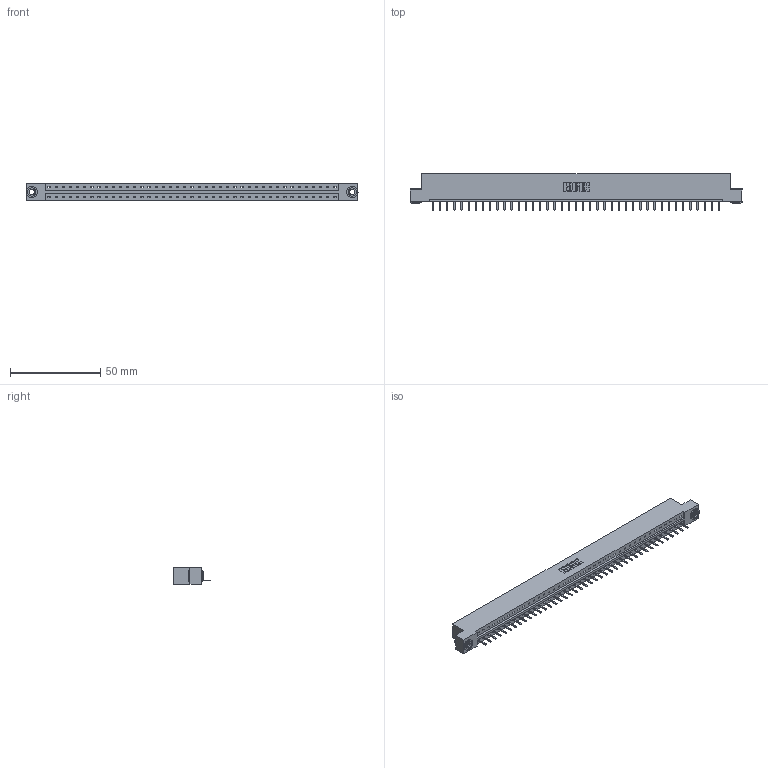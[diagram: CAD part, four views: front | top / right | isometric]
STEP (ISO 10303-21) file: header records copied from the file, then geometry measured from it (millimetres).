
FILE_DESCRIPTION (( 'STEP AP203' ), '1' );
FILE_NAME ('333-041-520-103.STEP', '2018-08-03T15:07:16', ( '' ), ( '' ), 'SwSTEP 2.0', 'SolidWorks 2016', '' );
FILE_SCHEMA (( 'CONFIG_CONTROL_DESIGN' ));
Length unit declared in the file: inch
Products named in the file (4): 333-041-520-103; 333 Part_Flush - .156 Dia - TH; 345-292-001_345-293-120; 345-250-002_345-250-002-102
Assembly tree (44 placements, depth 2):
  333-041-520-103
    333 Part_Flush - .156 Dia - TH
    345-292-001_345-293-120  x41
    345-250-002_345-250-002-102  x2
Bounding box: 184 x 20.02 x 9.4 mm (x, y, z)
Volume: 18408.2 mm3; surface area: 19724.7 mm2
Topology: 44 solids, 44 shells, 2694 faces, 7931 edges, 5174 vertices
Faces by surface type: plane 1884, cylinder 802, cone 8
Entity records: 25958 total; most frequent: CARTESIAN_POINT 4468, ORIENTED_EDGE 4426, DIRECTION 3793, EDGE_CURVE 2213, VECTOR 2057, LINE 2057, VERTEX_POINT 1470, AXIS2_PLACEMENT_3D 868
